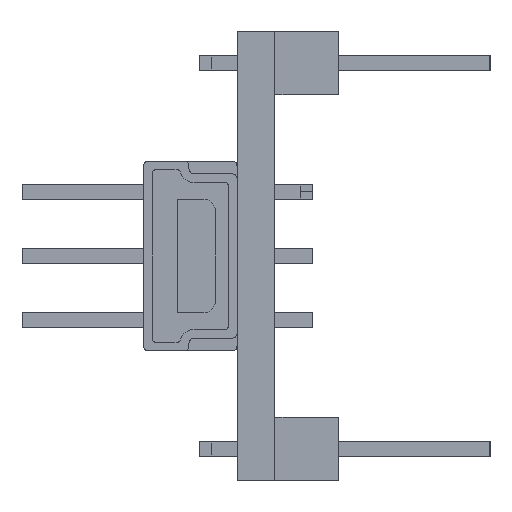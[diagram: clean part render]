
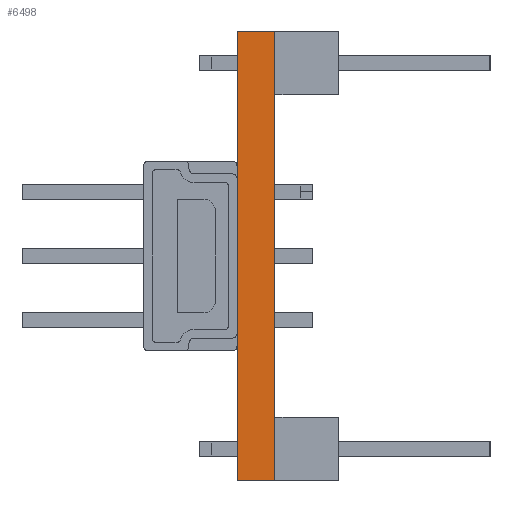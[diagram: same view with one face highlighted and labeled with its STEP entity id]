
A CAD part, left-side view. The second image highlights one B-rep face of the part: STEP entity #6498.
In plain terms, the highlighted planar face has unit normal (-1, 0, 0).
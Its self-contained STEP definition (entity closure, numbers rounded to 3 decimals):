
#189 = CARTESIAN_POINT ( 'NONE',  ( 0., 1.5, 0. ) ) ;
#306 = LINE ( 'NONE', #1103, #12045 ) ;
#615 = EDGE_CURVE ( 'NONE', #8325, #957, #7312, .T. ) ;
#771 = CARTESIAN_POINT ( 'NONE',  ( 0., 1.5, 0. ) ) ;
#957 = VERTEX_POINT ( 'NONE', #7743 ) ;
#1103 = CARTESIAN_POINT ( 'NONE',  ( 0., 1.5, 0. ) ) ;
#1298 = DIRECTION ( 'NONE',  ( 0., 0., -1. ) ) ;
#1688 = FACE_OUTER_BOUND ( 'NONE', #9011, .T. ) ;
#1689 = VECTOR ( 'NONE', #9850, 1000. ) ;
#1761 = EDGE_CURVE ( 'NONE', #5853, #7987, #306, .T. ) ;
#2041 = LINE ( 'NONE', #771, #1689 ) ;
#2292 = EDGE_CURVE ( 'NONE', #7987, #957, #2041, .T. ) ;
#2654 = CARTESIAN_POINT ( 'NONE',  ( 0., 0., 0. ) ) ;
#2977 = ORIENTED_EDGE ( 'NONE', *, *, #1761, .F. ) ;
#3718 = CARTESIAN_POINT ( 'NONE',  ( 0., 1.5, -17.78 ) ) ;
#4256 = VECTOR ( 'NONE', #5035, 1000. ) ;
#4497 = ORIENTED_EDGE ( 'NONE', *, *, #2292, .F. ) ;
#4625 = LINE ( 'NONE', #13403, #13378 ) ;
#4679 = CARTESIAN_POINT ( 'NONE',  ( 0., 1.5, 0. ) ) ;
#5035 = DIRECTION ( 'NONE',  ( 0., 0., 1. ) ) ;
#5853 = VERTEX_POINT ( 'NONE', #3718 ) ;
#6498 = ADVANCED_FACE ( 'NONE', ( #1688 ), #6986, .F. ) ;
#6568 = DIRECTION ( 'NONE',  ( 0., -1., 0. ) ) ;
#6589 = ORIENTED_EDGE ( 'NONE', *, *, #615, .T. ) ;
#6797 = CARTESIAN_POINT ( 'NONE',  ( 0., 0., -17.78 ) ) ;
#6986 = PLANE ( 'NONE',  #11007 ) ;
#7312 = LINE ( 'NONE', #2654, #4256 ) ;
#7525 = ORIENTED_EDGE ( 'NONE', *, *, #14278, .T. ) ;
#7743 = CARTESIAN_POINT ( 'NONE',  ( 0., 0., 0. ) ) ;
#7987 = VERTEX_POINT ( 'NONE', #189 ) ;
#8132 = DIRECTION ( 'NONE',  ( 1., 0., 0. ) ) ;
#8325 = VERTEX_POINT ( 'NONE', #6797 ) ;
#9011 = EDGE_LOOP ( 'NONE', ( #6589, #4497, #2977, #7525 ) ) ;
#9850 = DIRECTION ( 'NONE',  ( 0., -1., 0. ) ) ;
#11007 = AXIS2_PLACEMENT_3D ( 'NONE', #4679, #8132, #1298 ) ;
#12045 = VECTOR ( 'NONE', #12506, 1000. ) ;
#12506 = DIRECTION ( 'NONE',  ( 0., 0., 1. ) ) ;
#13378 = VECTOR ( 'NONE', #6568, 1000. ) ;
#13403 = CARTESIAN_POINT ( 'NONE',  ( 0., 1.5, -17.78 ) ) ;
#14278 = EDGE_CURVE ( 'NONE', #5853, #8325, #4625, .T. ) ;
